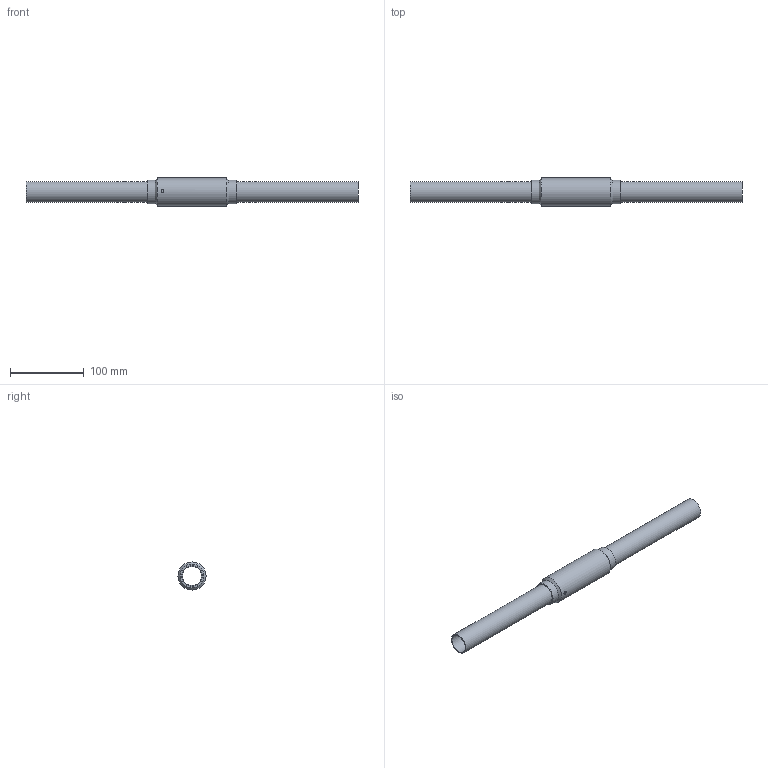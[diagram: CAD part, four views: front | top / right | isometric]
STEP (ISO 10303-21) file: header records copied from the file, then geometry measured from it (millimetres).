
FILE_DESCRIPTION(/* description */ (''),/* implementation_level */ '2;1');
FILE_NAME(/* name */ '90983.stp',/* time_stamp */ '2014-04-03T10:25:09+02:00',/* author */ ('bruh'),/* organization */ (''),/* preprocessor_version */ 'ST-DEVELOPER v15.2',/* originating_system */ 'Autodesk Inventor 2014',/* authorisation */ '');
FILE_SCHEMA (('AUTOMOTIVE_DESIGN { 1 0 10303 214 3 1 1 }'));
Length unit declared in the file: millimetre
Products named in the file (3): 102551; 39005; 90983
Bounding box: 450 x 38 x 38 mm (x, y, z)
Volume: 98400.3 mm3; surface area: 101198.1 mm2
Topology: 2 solids, 2 shells, 13 faces, 23 edges, 14 vertices
Faces by surface type: cylinder 7, plane 4, cone 2
Full cylindrical faces by diameter (mm): 4 x1, 25.6 x1, 28 x1, 28.3 x1, 32 x2, 38 x1
Entity records: 413 total; most frequent: CARTESIAN_POINT 112, DIRECTION 60, AXIS2_PLACEMENT_3D 30, EDGE_LOOP 28, ORIENTED_EDGE 28, FACE_BOUND 20, VERTEX_POINT 14, EDGE_CURVE 14
